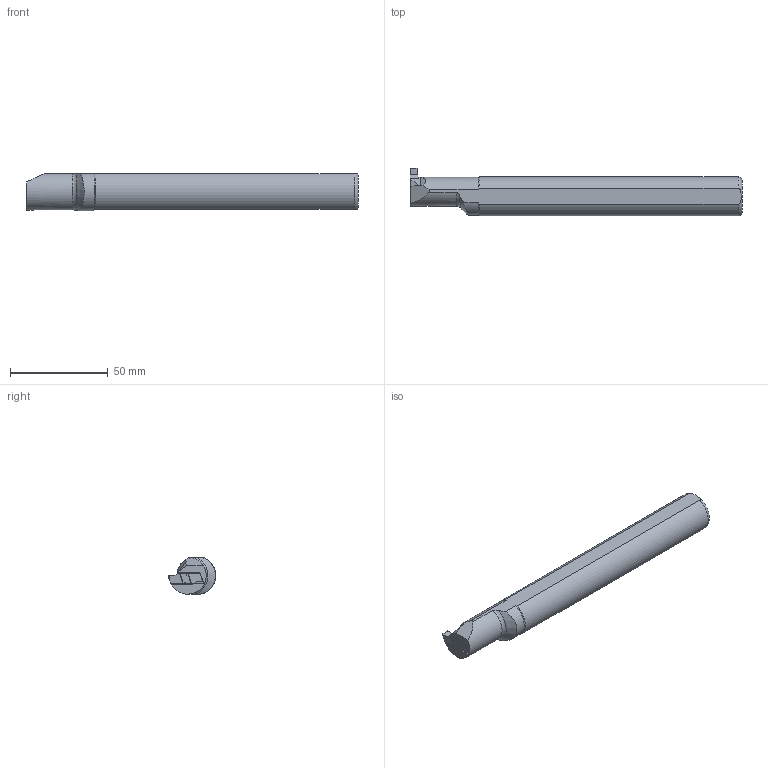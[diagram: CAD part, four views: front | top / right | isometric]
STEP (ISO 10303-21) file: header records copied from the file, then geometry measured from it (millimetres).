
FILE_DESCRIPTION(/* description */ (''),/* implementation_level */ '2;1');
FILE_NAME(/* name */ 'model1_1.stp',/* time_stamp */ '2023-10-11T23:46:05+03:00',/* author */ (''),/* organization */ (''),/* preprocessor_version */ 'ST-DEVELOPER v19.4',/* originating_system */ 'SIEMENS PLM Software NX2306.3001',/* authorisation */ '');
FILE_SCHEMA (('AUTOMOTIVE_DESIGN { 1 0 10303 214 3 1 1 1 }'));
Length unit declared in the file: millimetre
Products named in the file (1): model1_TASA11DCF771dgrp
Bounding box: 170 x 24.5 x 19.09 mm (x, y, z)
Volume: 48892.9 mm3; surface area: 11218.8 mm2
Topology: 2 solids, 2 shells, 59 faces, 163 edges, 108 vertices
Faces by surface type: plane 36, cylinder 17, torus 3, cone 3
Entity records: 2395 total; most frequent: CARTESIAN_POINT 425, ORIENTED_EDGE 322, DIRECTION 314, EDGE_CURVE 161, VERTEX_POINT 107, AXIS2_PLACEMENT_3D 106, LINE 102, VECTOR 102
